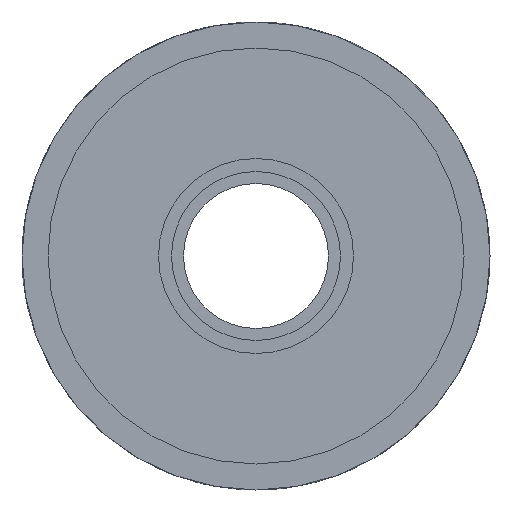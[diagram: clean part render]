
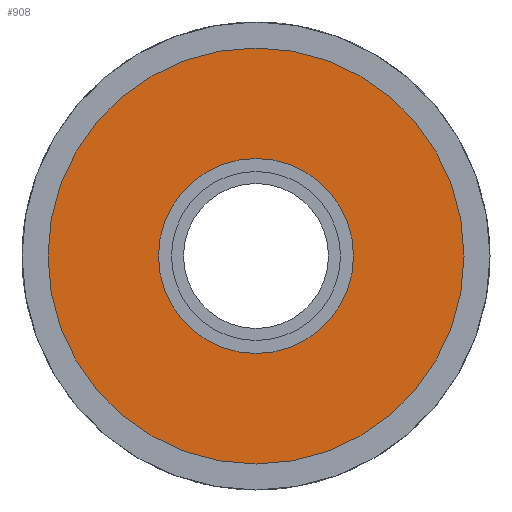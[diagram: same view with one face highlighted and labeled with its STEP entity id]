
A CAD part, front view. The second image highlights one B-rep face of the part: STEP entity #908.
In plain terms, the highlighted planar face has unit normal (0, -1, 0).
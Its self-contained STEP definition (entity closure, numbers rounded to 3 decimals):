
#1=CARTESIAN_POINT('',(0.,0.,0.));
#2=DIRECTION('',(0.,-1.,0.));
#3=DIRECTION('',(-1.,0.,0.));
#4=AXIS2_PLACEMENT_3D('',#1,#2,#3);
#10=CARTESIAN_POINT('',(0.,0.,0.));
#11=DIRECTION('',(0.,1.,0.));
#12=DIRECTION('',(-1.,0.,0.));
#13=AXIS2_PLACEMENT_3D('',#10,#11,#12);
#19=CARTESIAN_POINT('',(0.,0.,0.));
#20=DIRECTION('',(0.,-1.,0.));
#21=DIRECTION('',(-1.,0.,0.));
#22=AXIS2_PLACEMENT_3D('',#19,#20,#21);
#24=CARTESIAN_POINT('',(0.,0.,0.));
#25=DIRECTION('',(0.,1.,0.));
#26=DIRECTION('',(-1.,0.,0.));
#27=AXIS2_PLACEMENT_3D('',#24,#25,#26);
#780=CARTESIAN_POINT('',(-7.5,0.,0.));
#782=VERTEX_POINT('',#780);
#789=CARTESIAN_POINT('',(-16.,0.,0.));
#791=VERTEX_POINT('',#789);
#792=CARTESIAN_POINT('',(7.5,0.,0.));
#794=VERTEX_POINT('',#792);
#801=CARTESIAN_POINT('',(16.,0.,0.));
#803=VERTEX_POINT('',#801);
#893=CARTESIAN_POINT('',(0.,0.,0.));
#894=DIRECTION('',(0.,-1.,0.));
#895=DIRECTION('',(-1.,0.,0.));
#896=AXIS2_PLACEMENT_3D('',#893,#894,#895);
#897=PLANE('',#896);
#899=ORIENTED_EDGE('',*,*,#898,.F.);
#901=ORIENTED_EDGE('',*,*,#900,.T.);
#902=EDGE_LOOP('',(#899,#901));
#903=FACE_OUTER_BOUND('',#902,.F.);
#904=ORIENTED_EDGE('',*,*,#885,.F.);
#905=ORIENTED_EDGE('',*,*,#874,.T.);
#906=EDGE_LOOP('',(#904,#905));
#907=FACE_BOUND('',#906,.F.);
#5=CIRCLE('',#4,7.5);
#14=CIRCLE('',#13,7.5);
#23=CIRCLE('',#22,16.);
#28=CIRCLE('',#27,16.);
#874=EDGE_CURVE('',#782,#794,#5,.T.);
#885=EDGE_CURVE('',#782,#794,#14,.T.);
#898=EDGE_CURVE('',#791,#803,#23,.T.);
#900=EDGE_CURVE('',#791,#803,#28,.T.);
#908=ADVANCED_FACE('',(#903,#907),#897,.T.);
